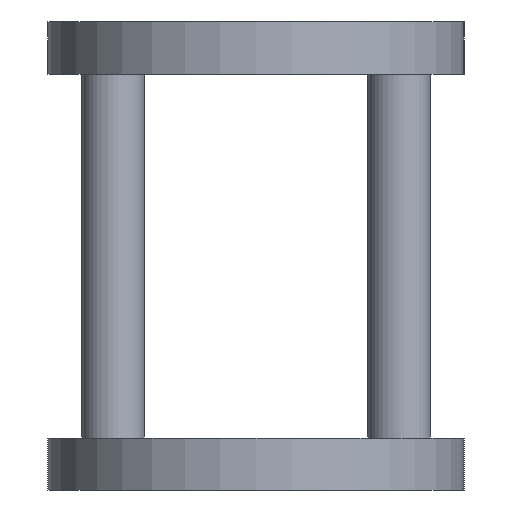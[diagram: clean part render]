
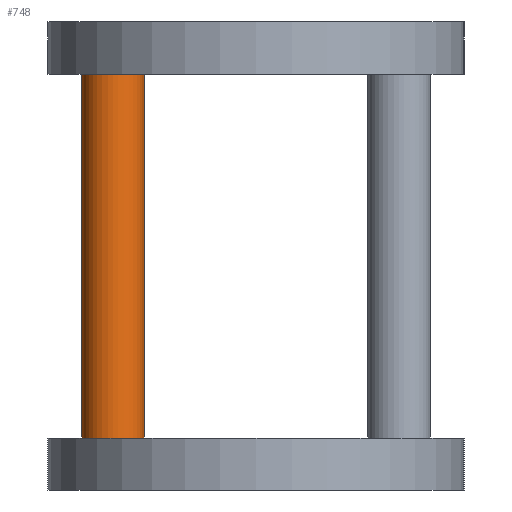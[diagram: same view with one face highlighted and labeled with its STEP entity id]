
A CAD part, left-side view. The second image highlights one B-rep face of the part: STEP entity #748.
In plain terms, the highlighted cylindrical face has radius 6 mm (diameter 12 mm), a full revolution.
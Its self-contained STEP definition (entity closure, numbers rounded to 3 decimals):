
#24 = DIRECTION ( 'NONE',  ( 0., 0., 1. ) ) ;
#115 = VERTEX_POINT ( 'NONE', #131 ) ;
#131 = CARTESIAN_POINT ( 'NONE',  ( 61., 27.5, 35. ) ) ;
#151 = DIRECTION ( 'NONE',  ( 0., 0., 1. ) ) ;
#196 = CARTESIAN_POINT ( 'NONE',  ( 49., 27.5, -35. ) ) ;
#252 = DIRECTION ( 'NONE',  ( 1., 0., 0. ) ) ;
#254 = EDGE_CURVE ( 'NONE', #115, #115, #704, .T. ) ;
#255 = EDGE_LOOP ( 'NONE', ( #468 ) ) ;
#303 = DIRECTION ( 'NONE',  ( 0., 0., 1. ) ) ;
#309 = ORIENTED_EDGE ( 'NONE', *, *, #331, .T. ) ;
#311 = CARTESIAN_POINT ( 'NONE',  ( 55., 27.5, -51.971 ) ) ;
#323 = AXIS2_PLACEMENT_3D ( 'NONE', #493, #151, #767 ) ;
#331 = EDGE_CURVE ( 'NONE', #751, #751, #720, .T. ) ;
#410 = AXIS2_PLACEMENT_3D ( 'NONE', #855, #303, #782 ) ;
#420 = AXIS2_PLACEMENT_3D ( 'NONE', #311, #24, #252 ) ;
#468 = ORIENTED_EDGE ( 'NONE', *, *, #254, .F. ) ;
#493 = CARTESIAN_POINT ( 'NONE',  ( 55., 27.5, 35. ) ) ;
#582 = FACE_OUTER_BOUND ( 'NONE', #255, .T. ) ;
#656 = CYLINDRICAL_SURFACE ( 'NONE', #420, 6. ) ;
#704 = CIRCLE ( 'NONE', #323, 6. ) ;
#707 = FACE_OUTER_BOUND ( 'NONE', #875, .T. ) ;
#720 = CIRCLE ( 'NONE', #410, 6. ) ;
#748 = ADVANCED_FACE ( 'NONE', ( #707, #582 ), #656, .T. ) ;
#751 = VERTEX_POINT ( 'NONE', #196 ) ;
#767 = DIRECTION ( 'NONE',  ( 1., 0., 0. ) ) ;
#782 = DIRECTION ( 'NONE',  ( -1., 0., 0. ) ) ;
#855 = CARTESIAN_POINT ( 'NONE',  ( 55., 27.5, -35. ) ) ;
#875 = EDGE_LOOP ( 'NONE', ( #309 ) ) ;
